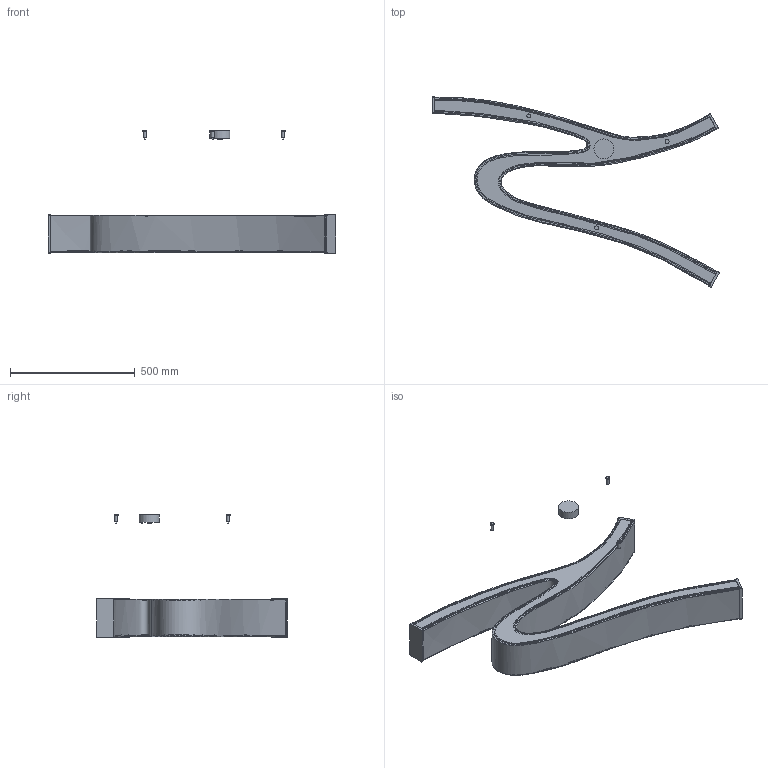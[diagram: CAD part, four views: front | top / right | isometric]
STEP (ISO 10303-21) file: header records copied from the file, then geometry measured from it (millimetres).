
FILE_DESCRIPTION(/* description */ ('This is a sample STEP configuration'),/* implementation_level */ '2;1');
FILE_NAME(/* name */ '660-1xxxx SIMPLE.ipt_Rev_01.3.stp',/* time_stamp */ '2023-04-27T06:33:11+02:00',/* author */ ('powerJobs'),/* organization */ ('coolOrange'),/* preprocessor_version */ 'ST-DEVELOPER v19.2',/* originating_system */ 'Autodesk Inventor 2023',/* authorisation */ '');
FILE_SCHEMA (('AUTOMOTIVE_DESIGN { 1 0 10303 214 3 1 1 }'));
Products named in the file (1): ENG000017838
Bounding box: 1149.44 x 764.32 x 490.8 mm (x, y, z)
Volume: 5691446.4 mm3; surface area: 2904822.1 mm2
Topology: 9 solids, 10 shells, 261 faces, 523 edges, 302 vertices
Faces by surface type: cylinder 73, plane 72, bspline 57, sphere 34, torus 22, cone 3
Full cylindrical faces by diameter (mm): 4 x3, 4.15 x3, 12 x3, 15.8 x3, 17 x1, 80 x1
Entity records: 72921 total; most frequent: CARTESIAN_POINT 67559, DIRECTION 1148, ORIENTED_EDGE 1046, EDGE_CURVE 523, AXIS2_PLACEMENT_3D 480, VERTEX_POINT 302, EDGE_LOOP 281, CIRCLE 271
